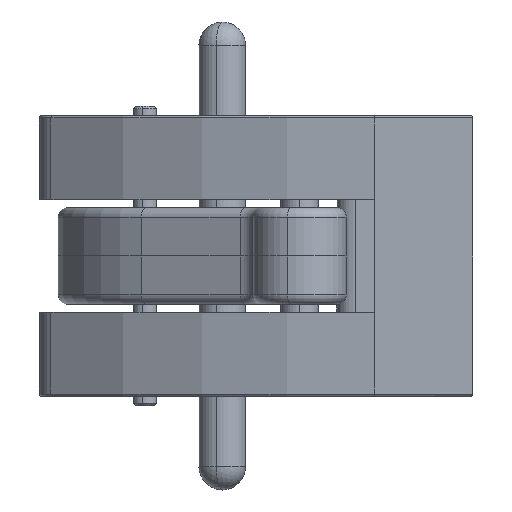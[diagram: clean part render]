
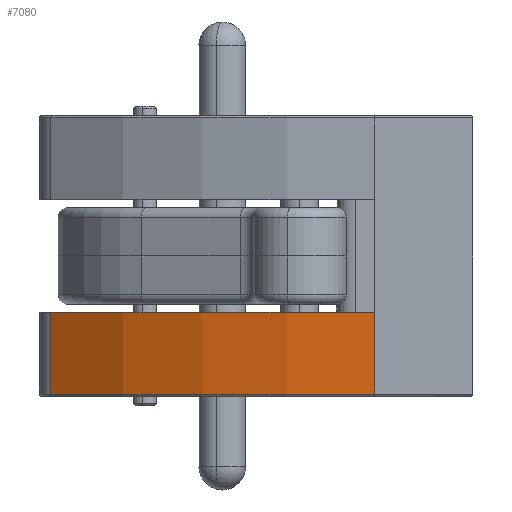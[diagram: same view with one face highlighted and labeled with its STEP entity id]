
A CAD part, left-side view. The second image highlights one B-rep face of the part: STEP entity #7080.
In plain terms, the highlighted cylindrical face has radius 85.55 mm (diameter 171.101 mm), a partial arc.
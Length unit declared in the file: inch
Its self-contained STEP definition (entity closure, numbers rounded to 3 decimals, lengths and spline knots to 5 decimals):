
#947 = VERTEX_POINT ( 'NONE', #9090 ) ;
#1100 = CARTESIAN_POINT ( 'NONE',  ( 1.36812, 0.656, 0.9375 ) ) ;
#3127 = ORIENTED_EDGE ( 'NONE', *, *, #7351, .T. ) ;
#3258 = DIRECTION ( 'NONE',  ( 0., 0., -1. ) ) ;
#4326 = CARTESIAN_POINT ( 'NONE',  ( 1.36812, 0.656, -0.375 ) ) ;
#4616 = AXIS2_PLACEMENT_3D ( 'NONE', #1100, #10193, #12492 ) ;
#5284 = ORIENTED_EDGE ( 'NONE', *, *, #8182, .F. ) ;
#5582 = EDGE_CURVE ( 'NONE', #28722, #16157, #9510, .T. ) ;
#6594 = DIRECTION ( 'NONE',  ( 1., 0., 0. ) ) ;
#6870 = VERTEX_POINT ( 'NONE', #29573 ) ;
#7080 = ADVANCED_FACE ( 'NONE', ( #14346 ), #25759, .T. ) ;
#7089 = CARTESIAN_POINT ( 'NONE',  ( 1.36812, 0.656, -0.92187 ) ) ;
#7351 = EDGE_CURVE ( 'NONE', #6870, #16157, #14689, .T. ) ;
#8182 = EDGE_CURVE ( 'NONE', #947, #28722, #10202, .T. ) ;
#9090 = CARTESIAN_POINT ( 'NONE',  ( -1.21571, 2.81657, -0.375 ) ) ;
#9354 = DIRECTION ( 'NONE',  ( 1., 0., 0. ) ) ;
#9510 = LINE ( 'NONE', #25385, #21651 ) ;
#10193 = DIRECTION ( 'NONE',  ( 0., 0., -1. ) ) ;
#10202 = CIRCLE ( 'NONE', #20501, 3.36813 ) ;
#11724 = DIRECTION ( 'NONE',  ( 0., 0., -1. ) ) ;
#12492 = DIRECTION ( 'NONE',  ( -1., 0., 0. ) ) ;
#13555 = VECTOR ( 'NONE', #3258, 39.37008 ) ;
#14237 = EDGE_LOOP ( 'NONE', ( #21398, #3127, #24920, #5284 ) ) ;
#14262 = LINE ( 'NONE', #26108, #13555 ) ;
#14346 = FACE_OUTER_BOUND ( 'NONE', #14237, .T. ) ;
#14689 = CIRCLE ( 'NONE', #16605, 3.36813 ) ;
#16157 = VERTEX_POINT ( 'NONE', #17753 ) ;
#16605 = AXIS2_PLACEMENT_3D ( 'NONE', #7089, #23036, #9354 ) ;
#17753 = CARTESIAN_POINT ( 'NONE',  ( -2., 0.656, -0.92187 ) ) ;
#19522 = CARTESIAN_POINT ( 'NONE',  ( -2., 0.656, -0.375 ) ) ;
#20290 = DIRECTION ( 'NONE',  ( 0., 0., 1. ) ) ;
#20501 = AXIS2_PLACEMENT_3D ( 'NONE', #4326, #20290, #6594 ) ;
#21398 = ORIENTED_EDGE ( 'NONE', *, *, #26872, .T. ) ;
#21651 = VECTOR ( 'NONE', #11724, 39.37008 ) ;
#23036 = DIRECTION ( 'NONE',  ( 0., 0., 1. ) ) ;
#24920 = ORIENTED_EDGE ( 'NONE', *, *, #5582, .F. ) ;
#25385 = CARTESIAN_POINT ( 'NONE',  ( -2., 0.656, 0.9375 ) ) ;
#25759 = CYLINDRICAL_SURFACE ( 'NONE', #4616, 3.36813 ) ;
#26108 = CARTESIAN_POINT ( 'NONE',  ( -1.21571, 2.81657, 0.9375 ) ) ;
#26872 = EDGE_CURVE ( 'NONE', #947, #6870, #14262, .T. ) ;
#28722 = VERTEX_POINT ( 'NONE', #19522 ) ;
#29573 = CARTESIAN_POINT ( 'NONE',  ( -1.21571, 2.81657, -0.92187 ) ) ;
